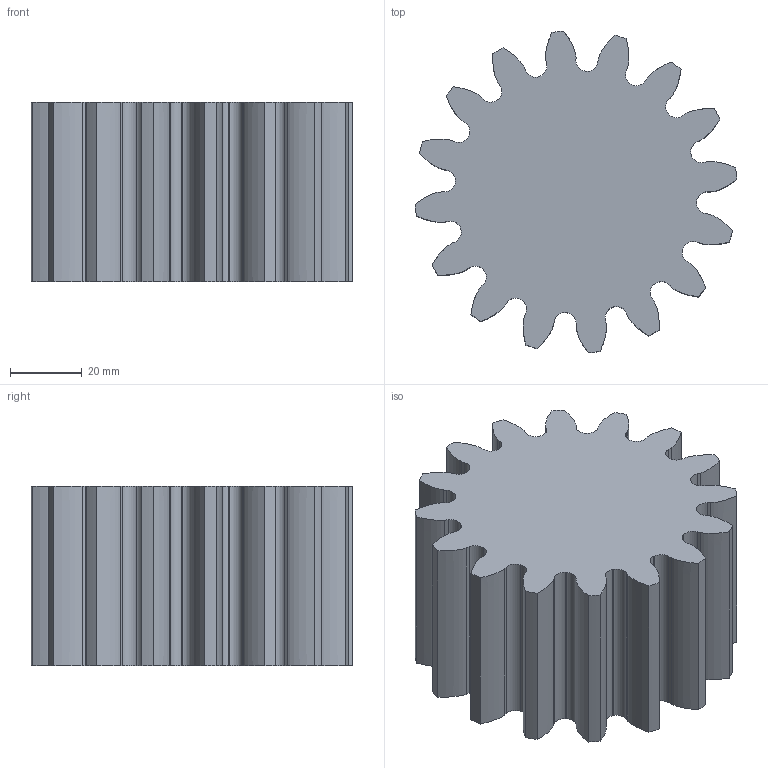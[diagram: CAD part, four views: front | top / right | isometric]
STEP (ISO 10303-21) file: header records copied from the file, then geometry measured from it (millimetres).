
FILE_DESCRIPTION(('CATIA V5 STEP Exchange'),'2;1');
FILE_NAME('Engine_gear.stp','2020-06-20T16:36:13+00:00',('none'),('none'),'CATIA Version 5 Release 21 GA (IN-10)','CATIA V5 STEP AP203','none');
FILE_SCHEMA(('CONFIG_CONTROL_DESIGN'));
Length unit declared in the file: millimetre
Products named in the file (1): Parametric Gear
Bounding box: 89.74 x 89.74 x 50 mm (x, y, z)
Volume: 245963.4 mm3; surface area: 34298.2 mm2
Topology: 1 solids, 1 shells, 130 faces, 384 edges, 256 vertices
Faces by surface type: cylinder 64, plane 34, extrusion 32
Entity records: 7590 total; most frequent: CARTESIAN_POINT 4375, ORIENTED_EDGE 768, DIRECTION 460, EDGE_CURVE 384, VERTEX_POINT 256, VECTOR 224, LINE 192, AXIS2_PLACEMENT_3D 183
